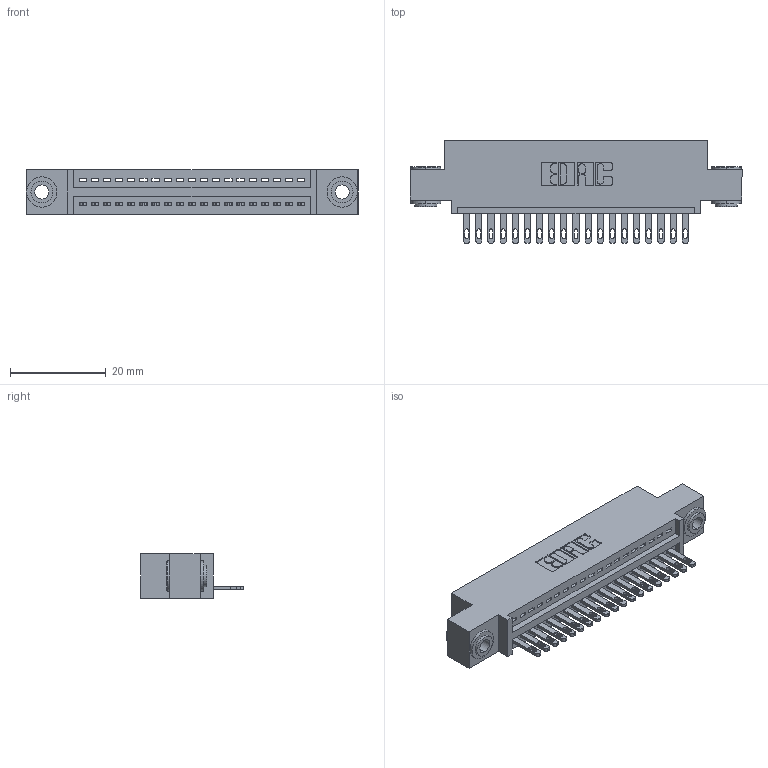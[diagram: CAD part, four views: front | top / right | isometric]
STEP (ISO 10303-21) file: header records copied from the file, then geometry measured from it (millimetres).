
FILE_DESCRIPTION (( 'STEP AP203' ), '1' );
FILE_NAME ('345-019-500-403.STEP', '2018-08-20T00:08:05', ( '' ), ( '' ), 'SwSTEP 2.0', 'SolidWorks 2016', '' );
FILE_SCHEMA (( 'CONFIG_CONTROL_DESIGN' ));
Length unit declared in the file: inch
Products named in the file (4): 345 Part_0.110 Offset - 0.156 Dia-TH; 345-292-001_345-293-100; 345-250-002_345-250-002-102; 345-019-500-403
Assembly tree (22 placements, depth 2):
  345-019-500-403
    345 Part_0.110 Offset - 0.156 Dia-TH
    345-292-001_345-293-100  x19
    345-250-002_345-250-002-102  x2
Bounding box: 69.47 x 21.51 x 9.4 mm (x, y, z)
Volume: 6367.6 mm3; surface area: 8488.4 mm2
Topology: 22 solids, 22 shells, 1194 faces, 3621 edges, 2410 vertices
Faces by surface type: plane 740, cylinder 446, cone 8
Entity records: 18108 total; most frequent: CARTESIAN_POINT 3116, ORIENTED_EDGE 3062, DIRECTION 2787, EDGE_CURVE 1531, LINE 1295, VECTOR 1295, VERTEX_POINT 1018, AXIS2_PLACEMENT_3D 746
